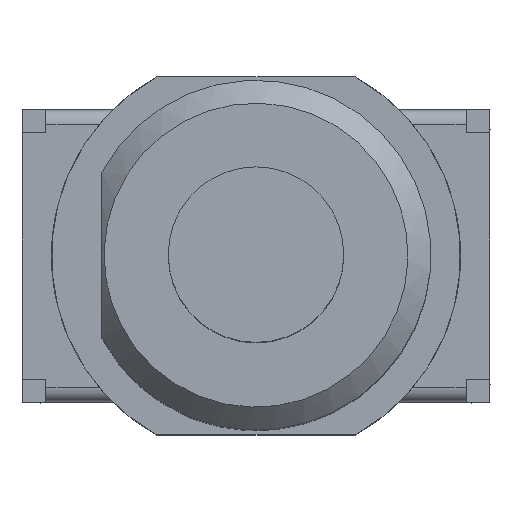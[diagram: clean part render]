
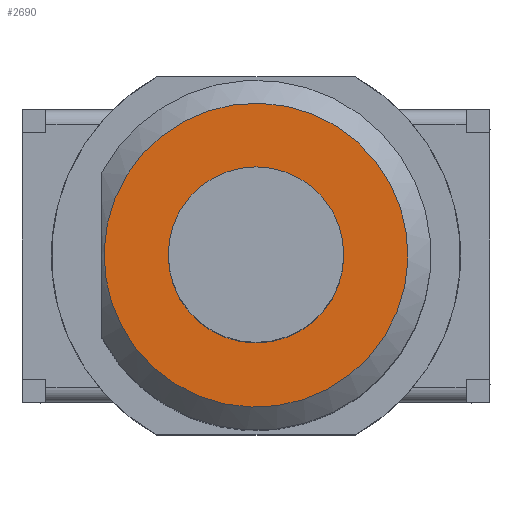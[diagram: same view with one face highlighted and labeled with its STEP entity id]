
A CAD part, top view. The second image highlights one B-rep face of the part: STEP entity #2690.
In plain terms, the highlighted planar face has unit normal (0, 0, 1).
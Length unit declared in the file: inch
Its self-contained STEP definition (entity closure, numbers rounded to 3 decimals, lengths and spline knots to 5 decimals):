
#80=FACE_BOUND('',#355,.T.);
#92=PLANE('',#2872);
#201=FACE_OUTER_BOUND('',#354,.T.);
#354=EDGE_LOOP('',(#1858));
#355=EDGE_LOOP('',(#1859));
#1115=CIRCLE('',#2859,0.06004);
#1120=CIRCLE('',#2868,0.10394);
#1171=VERTEX_POINT('',#3817);
#1182=VERTEX_POINT('',#3845);
#1429=EDGE_CURVE('',#1171,#1171,#1115,.T.);
#1440=EDGE_CURVE('',#1182,#1182,#1120,.T.);
#1858=ORIENTED_EDGE('',*,*,#1440,.F.);
#1859=ORIENTED_EDGE('',*,*,#1429,.T.);
#2690=ADVANCED_FACE('',(#201,#80),#92,.T.);
#2859=AXIS2_PLACEMENT_3D('',#3819,#3081,#3082);
#2868=AXIS2_PLACEMENT_3D('',#3847,#3104,#3105);
#2872=AXIS2_PLACEMENT_3D('',#3855,#3114,#3115);
#3081=DIRECTION('center_axis',(0.,0.,
-1.));
#3082=DIRECTION('ref_axis',(1.,0.,0.));
#3104=DIRECTION('center_axis',(0.,0.,
-1.));
#3105=DIRECTION('ref_axis',(0.882,0.472,0.));
#3114=DIRECTION('center_axis',(0.,0.,
1.));
#3115=DIRECTION('ref_axis',(-1.,0.,0.));
#3817=CARTESIAN_POINT('',(-0.06004,0.,0.6185));
#3819=CARTESIAN_POINT('Origin',(0.,0.,
0.6185));
#3845=CARTESIAN_POINT('',(-0.09163,-0.04906,0.6185));
#3847=CARTESIAN_POINT('Origin',(0.,0.,
0.6185));
#3855=CARTESIAN_POINT('Origin',(-0.00803,0.,
0.6185));
